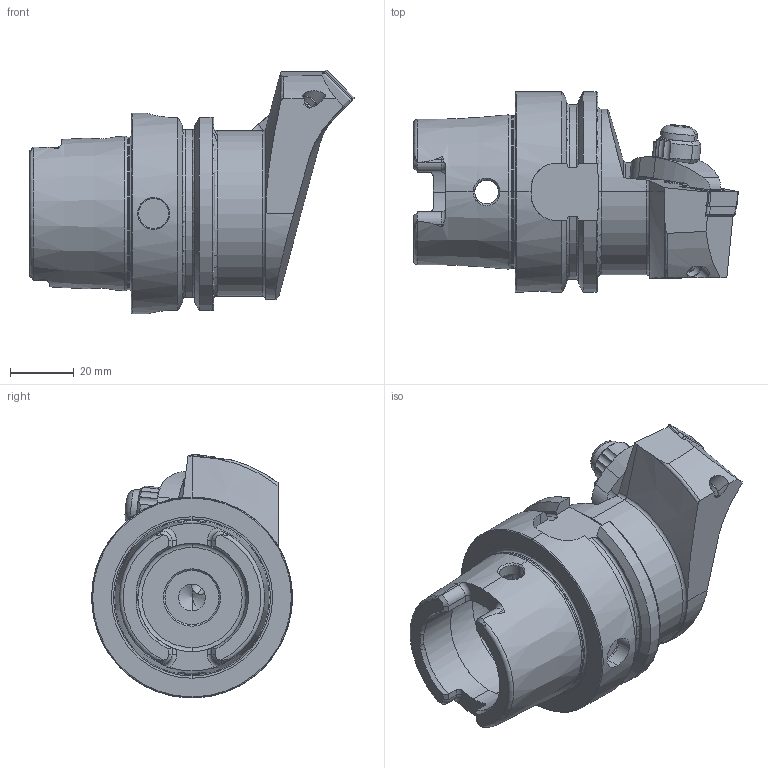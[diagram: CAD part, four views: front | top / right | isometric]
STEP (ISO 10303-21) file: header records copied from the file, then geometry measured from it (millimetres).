
FILE_DESCRIPTION (( 'STEP AP203' ), '1' );
FILE_NAME ('HA6.KSD.LSA.070.STEP', '2024-08-20T12:48:47', ( '' ), ( '' ), 'SwSTEP 2.0', 'SolidWorks 2022', '' );
FILE_SCHEMA (( 'CONFIG_CONTROL_DESIGN' ));
Length unit declared in the file: millimetre
Products named in the file (10): HA6-KSD.LSA.070_A_Fertigbearbeitung; WCC-ER2.001.010_A; KVT_MB_600_060; SNMG120404; WCC-ER3.102.024_C; HA6.KSD.LSA.070; ISO 13337 - 3 x 12_PreviewCfg; WCC-ER5.102.012_B; WSD-ER2.101.003_A; WCC-ER4.103.032_A
Assembly tree (9 placements, depth 2):
  HA6.KSD.LSA.070
    HA6-KSD.LSA.070_A_Fertigbearbeitung
    WSD-ER2.101.003_A
    WCC-ER2.001.010_A
    SNMG120404
    WCC-ER3.102.024_C
    WCC-ER5.102.012_B
    WCC-ER4.103.032_A
    ISO 13337 - 3 x 12_PreviewCfg
    KVT_MB_600_060
Bounding box: 101.9 x 63 x 76.5 mm (x, y, z)
Volume: 134555.9 mm3; surface area: 34902.7 mm2
Topology: 10 solids, 10 shells, 485 faces, 1220 edges, 747 vertices
Faces by surface type: cylinder 156, plane 126, cone 115, torus 62, bspline 24, sphere 2
Entity records: 17991 total; most frequent: CARTESIAN_POINT 5721, ORIENTED_EDGE 2402, DIRECTION 2310, EDGE_CURVE 1201, AXIS2_PLACEMENT_3D 928, VERTEX_POINT 744, EDGE_LOOP 515, ADVANCED_FACE 485
